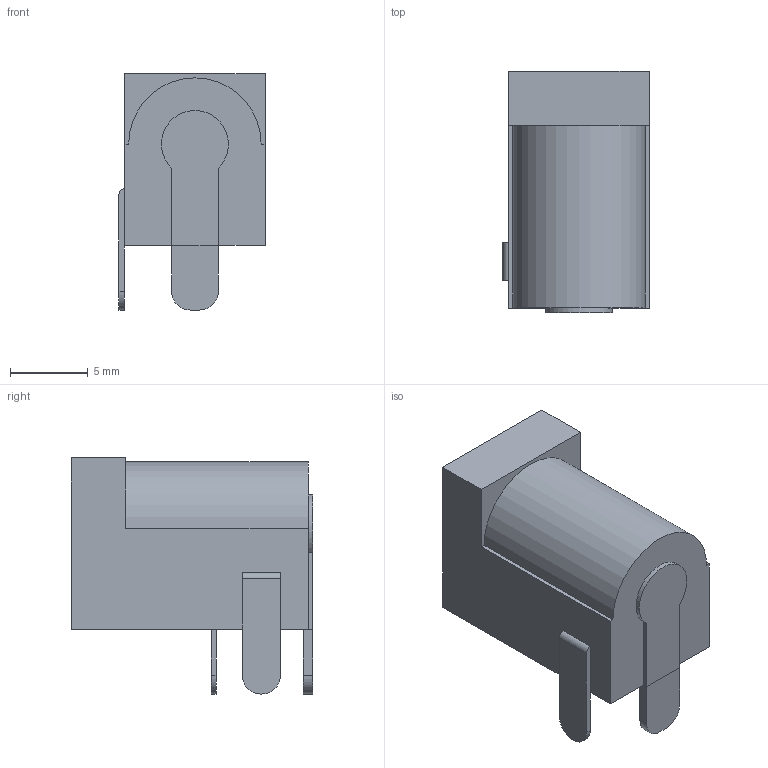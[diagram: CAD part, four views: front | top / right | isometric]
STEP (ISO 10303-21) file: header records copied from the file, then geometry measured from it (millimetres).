
FILE_DESCRIPTION(/* description */ (''),/* implementation_level */ '2;1');
FILE_NAME(/* name */ 'KLDX-0202-A-HZ-BJACK v3.step',/* time_stamp */ '2022-07-01T14:29:21-07:00',/* author */ (''),/* organization */ (''),/* preprocessor_version */ 'ST-DEVELOPER v19',/* originating_system */ 'Autodesk Translation Framework v11.7.0.108',/* authorisation */ '');
FILE_SCHEMA (('AUTOMOTIVE_DESIGN { 1 0 10303 214 3 1 1 }'));
Length unit declared in the file: millimetre
Products named in the file (1): KLDX-0202-A-HZ-BJACK
Bounding box: 9.38 x 15.5 x 15.15 mm (x, y, z)
Volume: 1101.1 mm3; surface area: 1172.6 mm2
Topology: 6 solids, 6 shells, 46 faces, 99 edges, 66 vertices
Faces by surface type: plane 34, cylinder 11, torus 1
Full cylindrical faces by diameter (mm): 2 x1, 6.3 x1
Entity records: 1290 total; most frequent: DIRECTION 218, CARTESIAN_POINT 212, ORIENTED_EDGE 198, EDGE_CURVE 99, LINE 74, VECTOR 74, AXIS2_PLACEMENT_3D 72, VERTEX_POINT 66
